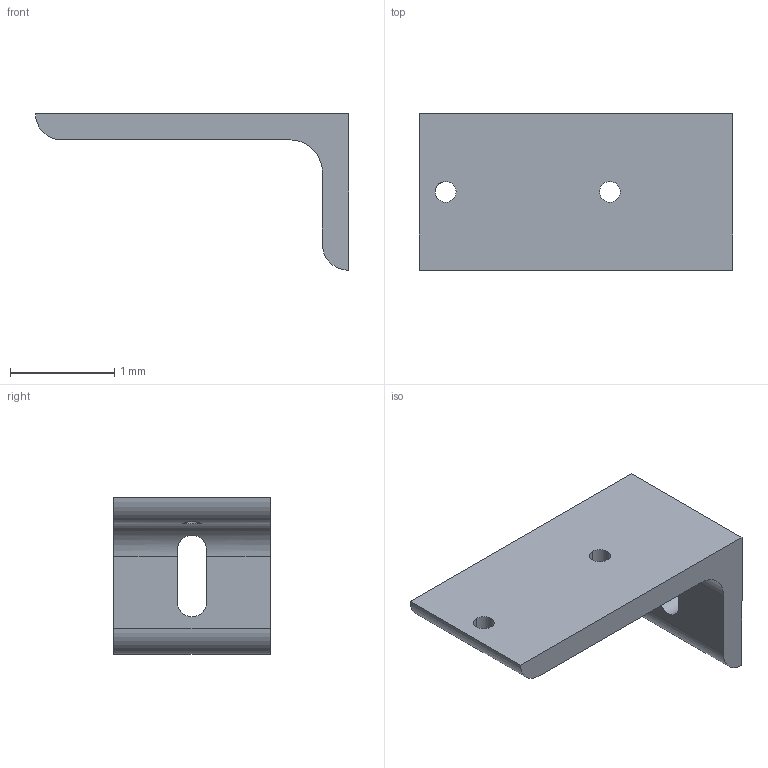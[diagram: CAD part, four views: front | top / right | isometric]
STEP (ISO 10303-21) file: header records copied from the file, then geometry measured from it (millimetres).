
FILE_DESCRIPTION((''),'2;1');
FILE_NAME('13AC7803.stp','2015-07-14T14:26:22',(''),(''),'Mechanical Desktop 2011','Mechanical Desktop 2011',', , ');
FILE_SCHEMA(('CONFIG_CONTROL_DESIGN'));
Length unit declared in the file: millimetre
Products named in the file (1): Product
Bounding box: 3 x 1.5 x 1.5 mm (x, y, z)
Volume: 1.5 mm3; surface area: 15.4 mm2
Topology: 1 solids, 1 shells, 17 faces, 49 edges, 32 vertices
Faces by surface type: cylinder 9, plane 8
Entity records: 702 total; most frequent: CARTESIAN_POINT 133, DIRECTION 101, ORIENTED_EDGE 98, EDGE_CURVE 49, AXIS2_PLACEMENT_3D 36, VERTEX_POINT 32, VECTOR 29, LINE 29
